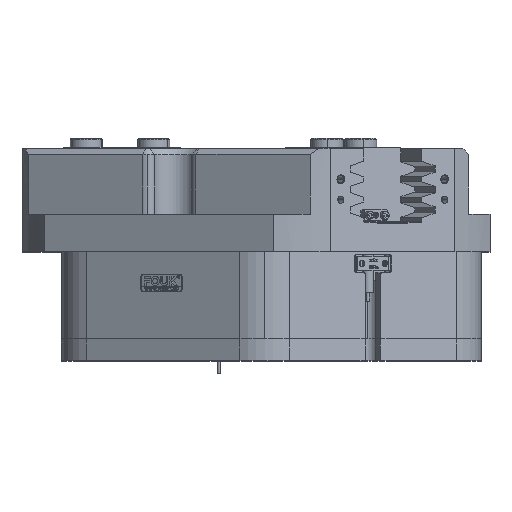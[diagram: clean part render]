
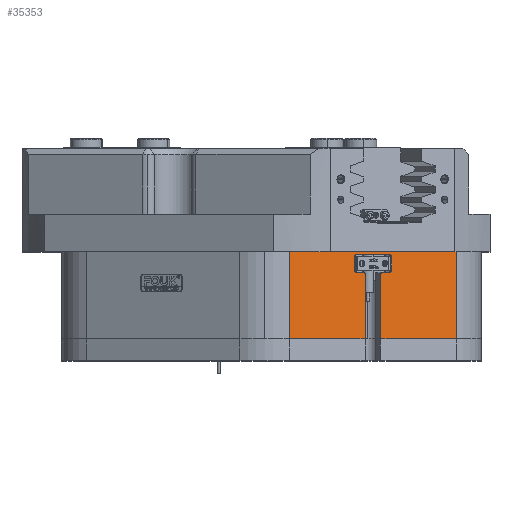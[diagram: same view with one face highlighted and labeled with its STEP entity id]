
A CAD part, top view. The second image highlights one B-rep face of the part: STEP entity #35353.
In plain terms, the highlighted planar face has unit normal (0.5, 0, 0.866).
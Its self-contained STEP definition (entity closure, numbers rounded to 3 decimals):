
#49 = VERTEX_POINT ( 'NONE', #20005 ) ;
#431 = DIRECTION ( 'NONE',  ( 0.866, 0., -0.5 ) ) ;
#448 = CARTESIAN_POINT ( 'NONE',  ( 58.183, 55.5, 130.376 ) ) ;
#543 = VECTOR ( 'NONE', #5272, 1000. ) ;
#759 = EDGE_CURVE ( 'NONE', #37373, #20498, #10967, .T. ) ;
#1028 = EDGE_CURVE ( 'NONE', #49, #42763, #5693, .T. ) ;
#1147 = ORIENTED_EDGE ( 'NONE', *, *, #55331, .T. ) ;
#1249 = DIRECTION ( 'NONE',  ( 0., 1., 0. ) ) ;
#1746 = DIRECTION ( 'NONE',  ( -0.866, 0., 0.5 ) ) ;
#1750 = AXIS2_PLACEMENT_3D ( 'NONE', #45052, #54612, #30587 ) ;
#2968 = CIRCLE ( 'NONE', #61489, 2.3 ) ;
#5050 = CARTESIAN_POINT ( 'NONE',  ( 81.825, 57.8, 116.726 ) ) ;
#5272 = DIRECTION ( 'NONE',  ( -0.866, 0., 0.5 ) ) ;
#5693 = LINE ( 'NONE', #448, #38466 ) ;
#6722 = CARTESIAN_POINT ( 'NONE',  ( 60.175, 45.2, 129.226 ) ) ;
#6787 = DIRECTION ( 'NONE',  ( 0., -1., 0. ) ) ;
#7047 = ORIENTED_EDGE ( 'NONE', *, *, #54478, .T. ) ;
#7167 = EDGE_CURVE ( 'NONE', #43964, #8864, #50755, .T. ) ;
#7312 = LINE ( 'NONE', #6722, #46697 ) ;
#7892 = CARTESIAN_POINT ( 'NONE',  ( 64.938, 45.2, 126.476 ) ) ;
#8104 = EDGE_CURVE ( 'NONE', #32097, #28275, #59679, .T. ) ;
#8429 = DIRECTION ( 'NONE',  ( 0.866, 0., -0.5 ) ) ;
#8864 = VERTEX_POINT ( 'NONE', #21461 ) ;
#9279 = CARTESIAN_POINT ( 'NONE',  ( 128., 0., 90.067 ) ) ;
#9429 = CARTESIAN_POINT ( 'NONE',  ( 77.062, 44.5, 119.476 ) ) ;
#9921 = CARTESIAN_POINT ( 'NONE',  ( 284., 754.9, 0. ) ) ;
#10225 = CARTESIAN_POINT ( 'NONE',  ( 76.456, 44.5, 119.826 ) ) ;
#10558 = DIRECTION ( 'NONE',  ( 0.5, 0., 0.866 ) ) ;
#10967 = LINE ( 'NONE', #18016, #38528 ) ;
#11279 = VERTEX_POINT ( 'NONE', #5050 ) ;
#11289 = DIRECTION ( 'NONE',  ( -0.5, 0., -0.866 ) ) ;
#11593 = CARTESIAN_POINT ( 'NONE',  ( 65.544, 0., 126.126 ) ) ;
#12358 = EDGE_CURVE ( 'NONE', #29452, #42076, #41015, .T. ) ;
#12702 = ORIENTED_EDGE ( 'NONE', *, *, #46547, .T. ) ;
#13117 = EDGE_CURVE ( 'NONE', #38544, #53469, #16366, .T. ) ;
#13594 = CARTESIAN_POINT ( 'NONE',  ( 14., 754.9, 155.885 ) ) ;
#13638 = CIRCLE ( 'NONE', #39410, 2.3 ) ;
#14037 = ORIENTED_EDGE ( 'NONE', *, *, #34823, .F. ) ;
#14068 = DIRECTION ( 'NONE',  ( -0.5, 0., -0.866 ) ) ;
#14209 = EDGE_CURVE ( 'NONE', #32003, #11279, #60806, .T. ) ;
#14308 = CARTESIAN_POINT ( 'NONE',  ( 284., 0., 0. ) ) ;
#14355 = VECTOR ( 'NONE', #6787, 1000. ) ;
#14484 = VECTOR ( 'NONE', #14919, 1000. ) ;
#14919 = DIRECTION ( 'NONE',  ( -0.866, 0., 0.5 ) ) ;
#15318 = CARTESIAN_POINT ( 'NONE',  ( 76.456, 0., 119.826 ) ) ;
#15783 = CIRCLE ( 'NONE', #45344, 2.3 ) ;
#16366 = LINE ( 'NONE', #27106, #36495 ) ;
#16747 = CARTESIAN_POINT ( 'NONE',  ( 64.938, 44.5, 126.476 ) ) ;
#17847 = CARTESIAN_POINT ( 'NONE',  ( 83.817, 55.5, 115.576 ) ) ;
#18016 = CARTESIAN_POINT ( 'NONE',  ( 83.817, 47.5, 115.576 ) ) ;
#18028 = CIRCLE ( 'NONE', #1750, 2.3 ) ;
#18605 = CARTESIAN_POINT ( 'NONE',  ( 60.175, 55.5, 129.226 ) ) ;
#18868 = FACE_OUTER_BOUND ( 'NONE', #29909, .T. ) ;
#19017 = CIRCLE ( 'NONE', #24448, 0.7 ) ;
#19317 = VERTEX_POINT ( 'NONE', #28537 ) ;
#19559 = DIRECTION ( 'NONE',  ( 0.866, 0., -0.5 ) ) ;
#20005 = CARTESIAN_POINT ( 'NONE',  ( 58.183, 47.5, 130.376 ) ) ;
#20498 = VERTEX_POINT ( 'NONE', #26174 ) ;
#21461 = CARTESIAN_POINT ( 'NONE',  ( 14., 0., 155.885 ) ) ;
#21762 = VECTOR ( 'NONE', #431, 1000. ) ;
#22176 = DIRECTION ( 'NONE',  ( 0.866, 0., -0.5 ) ) ;
#22252 = CARTESIAN_POINT ( 'NONE',  ( 81.825, 57.8, 116.726 ) ) ;
#22849 = DIRECTION ( 'NONE',  ( 0., -1., 0. ) ) ;
#22882 = EDGE_CURVE ( 'NONE', #48329, #19317, #7312, .T. ) ;
#23761 = DIRECTION ( 'NONE',  ( 0.5, 0., 0.866 ) ) ;
#23862 = DIRECTION ( 'NONE',  ( 0.866, 0., -0.5 ) ) ;
#23915 = CARTESIAN_POINT ( 'NONE',  ( 284., 59.5, 0. ) ) ;
#24448 = AXIS2_PLACEMENT_3D ( 'NONE', #9429, #23761, #19559 ) ;
#24652 = CARTESIAN_POINT ( 'NONE',  ( 81.825, 45.2, 116.726 ) ) ;
#24963 = LINE ( 'NONE', #32659, #36814 ) ;
#25288 = CARTESIAN_POINT ( 'NONE',  ( 128., 59.5, 90.067 ) ) ;
#26174 = CARTESIAN_POINT ( 'NONE',  ( 83.817, 47.5, 115.576 ) ) ;
#26797 = EDGE_CURVE ( 'NONE', #42076, #48329, #33792, .T. ) ;
#27106 = CARTESIAN_POINT ( 'NONE',  ( 77.062, 45.2, 119.476 ) ) ;
#27809 = ORIENTED_EDGE ( 'NONE', *, *, #45801, .F. ) ;
#27827 = ORIENTED_EDGE ( 'NONE', *, *, #38343, .T. ) ;
#28275 = VERTEX_POINT ( 'NONE', #41262 ) ;
#28537 = CARTESIAN_POINT ( 'NONE',  ( 60.175, 45.2, 129.226 ) ) ;
#29452 = VERTEX_POINT ( 'NONE', #11593 ) ;
#29566 = VERTEX_POINT ( 'NONE', #9279 ) ;
#29909 = EDGE_LOOP ( 'NONE', ( #14037, #59350, #53745, #32014, #1147, #59984, #7047, #44545, #49412, #43814, #27827, #57644, #12702, #57766, #27809, #51667, #60223, #40447 ) ) ;
#30587 = DIRECTION ( 'NONE',  ( 0.866, 0., -0.5 ) ) ;
#30896 = AXIS2_PLACEMENT_3D ( 'NONE', #16747, #41097, #22176 ) ;
#31507 = DIRECTION ( 'NONE',  ( -0.866, 0., 0.5 ) ) ;
#32003 = VERTEX_POINT ( 'NONE', #51504 ) ;
#32014 = ORIENTED_EDGE ( 'NONE', *, *, #22882, .T. ) ;
#32097 = VERTEX_POINT ( 'NONE', #10225 ) ;
#32191 = CARTESIAN_POINT ( 'NONE',  ( 77.062, 45.2, 119.476 ) ) ;
#32659 = CARTESIAN_POINT ( 'NONE',  ( 128., 754.9, 90.067 ) ) ;
#33792 = CIRCLE ( 'NONE', #30896, 0.7 ) ;
#34603 = EDGE_CURVE ( 'NONE', #29566, #52234, #24963, .T. ) ;
#34823 = EDGE_CURVE ( 'NONE', #29452, #8864, #56086, .T. ) ;
#35353 = ADVANCED_FACE ( 'NONE', ( #18868 ), #52666, .T. ) ;
#35901 = EDGE_CURVE ( 'NONE', #11279, #37373, #18028, .T. ) ;
#36149 = EDGE_CURVE ( 'NONE', #43964, #52234, #49967, .T. ) ;
#36495 = VECTOR ( 'NONE', #31507, 1000. ) ;
#36814 = VECTOR ( 'NONE', #41752, 1000. ) ;
#36923 = CARTESIAN_POINT ( 'NONE',  ( 81.825, 47.5, 116.726 ) ) ;
#37373 = VERTEX_POINT ( 'NONE', #17847 ) ;
#38208 = VECTOR ( 'NONE', #56384, 1000. ) ;
#38343 = EDGE_CURVE ( 'NONE', #20498, #38544, #2968, .T. ) ;
#38466 = VECTOR ( 'NONE', #52979, 1000. ) ;
#38528 = VECTOR ( 'NONE', #22849, 1000. ) ;
#38544 = VERTEX_POINT ( 'NONE', #24652 ) ;
#39410 = AXIS2_PLACEMENT_3D ( 'NONE', #18605, #14068, #23862 ) ;
#40447 = ORIENTED_EDGE ( 'NONE', *, *, #7167, .T. ) ;
#41015 = LINE ( 'NONE', #49182, #46954 ) ;
#41097 = DIRECTION ( 'NONE',  ( 0.5, 0., 0.866 ) ) ;
#41262 = CARTESIAN_POINT ( 'NONE',  ( 76.456, 0., 119.826 ) ) ;
#41752 = DIRECTION ( 'NONE',  ( 0., 1., 0. ) ) ;
#42076 = VERTEX_POINT ( 'NONE', #51116 ) ;
#42763 = VERTEX_POINT ( 'NONE', #56461 ) ;
#43814 = ORIENTED_EDGE ( 'NONE', *, *, #759, .T. ) ;
#43964 = VERTEX_POINT ( 'NONE', #58454 ) ;
#44490 = DIRECTION ( 'NONE',  ( 0.866, 0., -0.5 ) ) ;
#44545 = ORIENTED_EDGE ( 'NONE', *, *, #14209, .T. ) ;
#45052 = CARTESIAN_POINT ( 'NONE',  ( 81.825, 55.5, 116.726 ) ) ;
#45344 = AXIS2_PLACEMENT_3D ( 'NONE', #49443, #11289, #44490 ) ;
#45801 = EDGE_CURVE ( 'NONE', #29566, #28275, #53280, .T. ) ;
#46547 = EDGE_CURVE ( 'NONE', #53469, #32097, #19017, .T. ) ;
#46697 = VECTOR ( 'NONE', #1746, 1000. ) ;
#46954 = VECTOR ( 'NONE', #1249, 1000. ) ;
#47509 = AXIS2_PLACEMENT_3D ( 'NONE', #9921, #10558, #53285 ) ;
#48268 = CARTESIAN_POINT ( 'NONE',  ( 284., 0., 0. ) ) ;
#48329 = VERTEX_POINT ( 'NONE', #7892 ) ;
#49182 = CARTESIAN_POINT ( 'NONE',  ( 65.544, 44.5, 126.126 ) ) ;
#49412 = ORIENTED_EDGE ( 'NONE', *, *, #35901, .T. ) ;
#49443 = CARTESIAN_POINT ( 'NONE',  ( 60.175, 47.5, 129.226 ) ) ;
#49967 = LINE ( 'NONE', #23915, #21762 ) ;
#50755 = LINE ( 'NONE', #13594, #38208 ) ;
#50971 = DIRECTION ( 'NONE',  ( -0.5, 0., -0.866 ) ) ;
#51116 = CARTESIAN_POINT ( 'NONE',  ( 65.544, 44.5, 126.126 ) ) ;
#51504 = CARTESIAN_POINT ( 'NONE',  ( 60.175, 57.8, 129.226 ) ) ;
#51667 = ORIENTED_EDGE ( 'NONE', *, *, #34603, .T. ) ;
#52234 = VERTEX_POINT ( 'NONE', #25288 ) ;
#52666 = PLANE ( 'NONE',  #47509 ) ;
#52979 = DIRECTION ( 'NONE',  ( 0., 1., 0. ) ) ;
#53280 = LINE ( 'NONE', #48268, #543 ) ;
#53285 = DIRECTION ( 'NONE',  ( 0.866, 0., -0.5 ) ) ;
#53469 = VERTEX_POINT ( 'NONE', #32191 ) ;
#53745 = ORIENTED_EDGE ( 'NONE', *, *, #26797, .T. ) ;
#54478 = EDGE_CURVE ( 'NONE', #42763, #32003, #13638, .T. ) ;
#54612 = DIRECTION ( 'NONE',  ( -0.5, 0., -0.866 ) ) ;
#55331 = EDGE_CURVE ( 'NONE', #19317, #49, #15783, .T. ) ;
#55652 = VECTOR ( 'NONE', #60615, 1000. ) ;
#56086 = LINE ( 'NONE', #14308, #14484 ) ;
#56384 = DIRECTION ( 'NONE',  ( 0., -1., 0. ) ) ;
#56461 = CARTESIAN_POINT ( 'NONE',  ( 58.183, 55.5, 130.376 ) ) ;
#57644 = ORIENTED_EDGE ( 'NONE', *, *, #13117, .T. ) ;
#57766 = ORIENTED_EDGE ( 'NONE', *, *, #8104, .T. ) ;
#58454 = CARTESIAN_POINT ( 'NONE',  ( 14., 59.5, 155.885 ) ) ;
#59350 = ORIENTED_EDGE ( 'NONE', *, *, #12358, .T. ) ;
#59679 = LINE ( 'NONE', #15318, #14355 ) ;
#59984 = ORIENTED_EDGE ( 'NONE', *, *, #1028, .T. ) ;
#60223 = ORIENTED_EDGE ( 'NONE', *, *, #36149, .F. ) ;
#60615 = DIRECTION ( 'NONE',  ( 0.866, 0., -0.5 ) ) ;
#60806 = LINE ( 'NONE', #22252, #55652 ) ;
#61489 = AXIS2_PLACEMENT_3D ( 'NONE', #36923, #50971, #8429 ) ;
